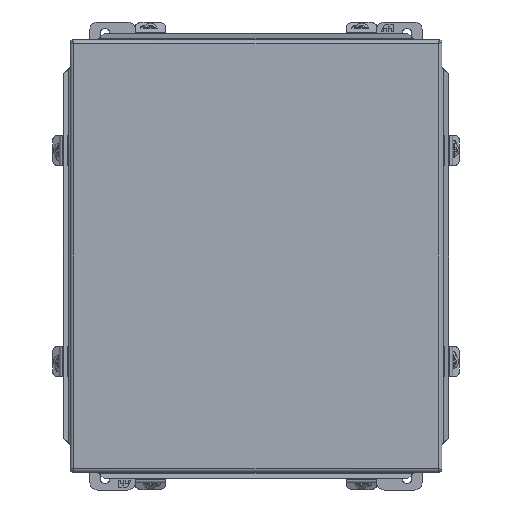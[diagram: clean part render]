
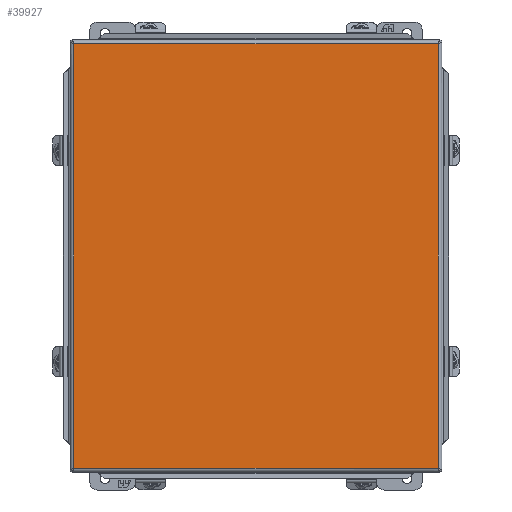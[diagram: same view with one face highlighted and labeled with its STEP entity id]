
A CAD part, front view. The second image highlights one B-rep face of the part: STEP entity #39927.
In plain terms, the highlighted planar face has unit normal (0, -1, 0).
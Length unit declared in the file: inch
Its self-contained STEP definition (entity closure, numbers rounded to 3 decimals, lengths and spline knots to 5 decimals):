
#285 = EDGE_CURVE ( 'NONE', #34741, #5389, #22053, .T. ) ;
#534 = CARTESIAN_POINT ( 'NONE',  ( 6.15591, -6.20591, -7.0378 ) ) ;
#2066 = PLANE ( 'NONE',  #13032 ) ;
#2357 = CARTESIAN_POINT ( 'NONE',  ( -6.0378, -6.20591, -7.0378 ) ) ;
#2656 = ORIENTED_EDGE ( 'NONE', *, *, #3290, .T. ) ;
#3290 = EDGE_CURVE ( 'NONE', #5389, #36385, #6743, .T. ) ;
#3906 = VECTOR ( 'NONE', #29095, 39.37008 ) ;
#4134 = LINE ( 'NONE', #18122, #26875 ) ;
#5389 = VERTEX_POINT ( 'NONE', #2357 ) ;
#6027 = CARTESIAN_POINT ( 'NONE',  ( -6.0378, -6.20591, 7.0378 ) ) ;
#6743 = LINE ( 'NONE', #534, #11253 ) ;
#7500 = DIRECTION ( 'NONE',  ( 0., 0., -1. ) ) ;
#11253 = VECTOR ( 'NONE', #26720, 39.37008 ) ;
#12127 = ORIENTED_EDGE ( 'NONE', *, *, #52332, .T. ) ;
#12748 = DIRECTION ( 'NONE',  ( 0., 0., 1. ) ) ;
#13032 = AXIS2_PLACEMENT_3D ( 'NONE', #48976, #19796, #7500 ) ;
#16748 = CARTESIAN_POINT ( 'NONE',  ( -6.0378, -6.20591, -7.15591 ) ) ;
#18122 = CARTESIAN_POINT ( 'NONE',  ( -6.15591, -6.20591, 7.0378 ) ) ;
#18909 = ORIENTED_EDGE ( 'NONE', *, *, #285, .T. ) ;
#19796 = DIRECTION ( 'NONE',  ( 0., -1., 0. ) ) ;
#22053 = LINE ( 'NONE', #16748, #3906 ) ;
#26720 = DIRECTION ( 'NONE',  ( 1., 0., 0. ) ) ;
#26875 = VECTOR ( 'NONE', #30497, 39.37008 ) ;
#28037 = VECTOR ( 'NONE', #12748, 39.37008 ) ;
#29095 = DIRECTION ( 'NONE',  ( 0., 0., -1. ) ) ;
#29279 = CARTESIAN_POINT ( 'NONE',  ( 6.0378, -6.20591, 7.15591 ) ) ;
#30497 = DIRECTION ( 'NONE',  ( -1., 0., 0. ) ) ;
#34363 = EDGE_CURVE ( 'NONE', #36385, #53675, #50031, .T. ) ;
#34741 = VERTEX_POINT ( 'NONE', #6027 ) ;
#36385 = VERTEX_POINT ( 'NONE', #49512 ) ;
#36736 = FACE_OUTER_BOUND ( 'NONE', #49116, .T. ) ;
#39927 = ADVANCED_FACE ( 'NONE', ( #36736 ), #2066, .T. ) ;
#48976 = CARTESIAN_POINT ( 'NONE',  ( 0., -6.20591, 0. ) ) ;
#49116 = EDGE_LOOP ( 'NONE', ( #18909, #2656, #53105, #12127 ) ) ;
#49512 = CARTESIAN_POINT ( 'NONE',  ( 6.0378, -6.20591, -7.0378 ) ) ;
#50031 = LINE ( 'NONE', #29279, #28037 ) ;
#52332 = EDGE_CURVE ( 'NONE', #53675, #34741, #4134, .T. ) ;
#52876 = CARTESIAN_POINT ( 'NONE',  ( 6.0378, -6.20591, 7.0378 ) ) ;
#53105 = ORIENTED_EDGE ( 'NONE', *, *, #34363, .T. ) ;
#53675 = VERTEX_POINT ( 'NONE', #52876 ) ;
